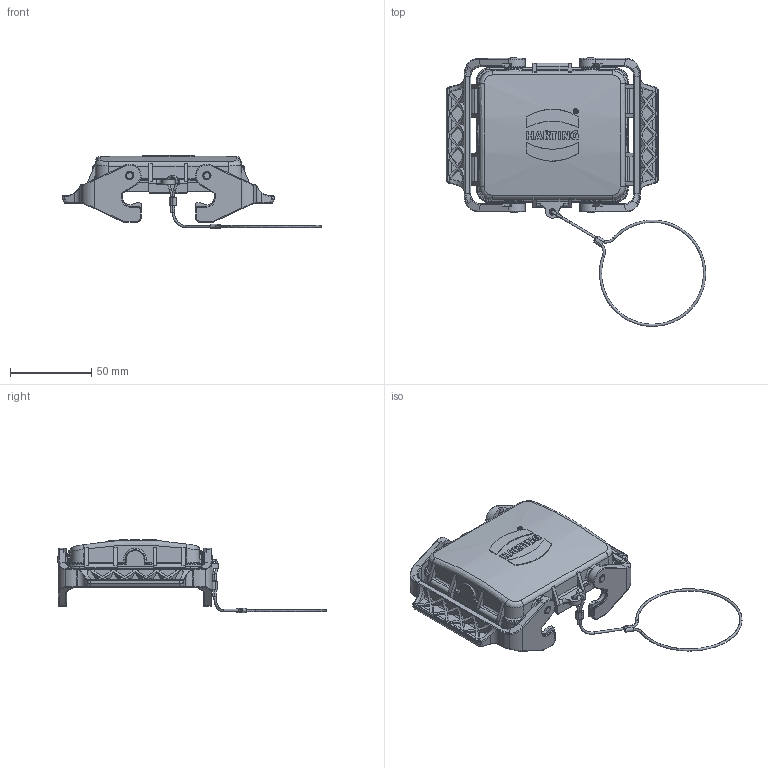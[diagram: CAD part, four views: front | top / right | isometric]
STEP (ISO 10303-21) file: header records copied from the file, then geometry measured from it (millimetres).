
FILE_DESCRIPTION(/* description */ (''),/* implementation_level */ '2;1');
FILE_NAME(/* name */ '100095376ugm000_c.stp',/* time_stamp */ '2017-10-31T14:11:03+01:00',/* author */ (''),/* organization */ (''),/* preprocessor_version */ 'ST-DEVELOPER v16',/* originating_system */ 'SIEMENS PLM Software NX 10.0',/* authorisation */ '');
FILE_SCHEMA (('AUTOMOTIVE_DESIGN { 1 0 10303 214 3 1 1 1 }'));
Length unit declared in the file: millimetre
Products named in the file (1): 100095376ugm000_c
Bounding box: 159.66 x 165.41 x 45.04 mm (x, y, z)
Volume: 65156.4 mm3; surface area: 50886 mm2
Topology: 4 solids, 4 shells, 1072 faces, 2803 edges, 1784 vertices
Faces by surface type: plane 527, cylinder 296, bspline 185, torus 42, cone 14, extrusion 8
Full cylindrical faces by diameter (mm): 2.05 x4, 2.411 x1, 2.95 x4, 3 x1, 3.155 x1, 4 x4, 4.8 x4, 5.1 x4, 7 x4
Entity records: 44492 total; most frequent: CARTESIAN_POINT 14621, ORIENTED_EDGE 5314, DIRECTION 4734, EDGE_CURVE 2657, VERTEX_POINT 1712, AXIS2_PLACEMENT_3D 1645, VECTOR 1444, LINE 1436
